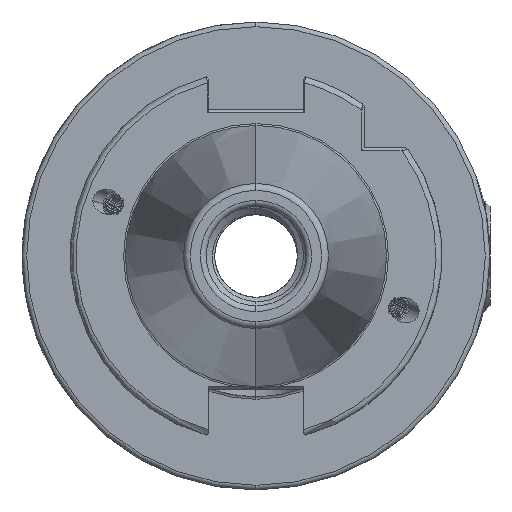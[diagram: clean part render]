
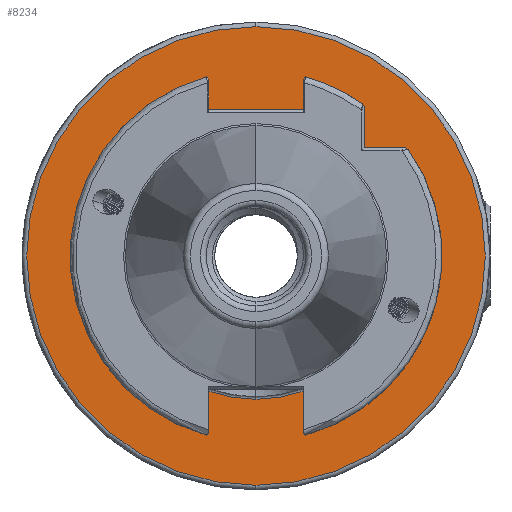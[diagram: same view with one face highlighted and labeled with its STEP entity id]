
A CAD part, left-side view. The second image highlights one B-rep face of the part: STEP entity #8234.
In plain terms, the highlighted planar face has unit normal (-1, 0, 0).
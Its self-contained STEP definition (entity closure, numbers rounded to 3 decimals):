
#4 = VERTEX_POINT ( 'NONE', #8594 ) ;
#55 = VERTEX_POINT ( 'NONE', #8619 ) ;
#1524 = FACE_BOUND ( 'NONE', #36200, .T. ) ;
#1565 = FACE_OUTER_BOUND ( 'NONE', #36266, .T. ) ;
#1650 = CIRCLE ( 'NONE', #15092, 39.2 ) ;
#1655 = CIRCLE ( 'NONE', #15156, 24.5 ) ;
#1960 = CIRCLE ( 'NONE', #15360, 39.2 ) ;
#2170 = CIRCLE ( 'NONE', #15598, 24.5 ) ;
#6162 = DIRECTION ( 'NONE',  ( 0., 0., 1. ) ) ;
#6192 = CARTESIAN_POINT ( 'NONE',  ( 31.8, 0., 0. ) ) ;
#6196 = DIRECTION ( 'NONE',  ( -1., 0., 0. ) ) ;
#6393 = CARTESIAN_POINT ( 'NONE',  ( 31.8, 0., -39.2 ) ) ;
#6409 = CARTESIAN_POINT ( 'NONE',  ( 31.8, 0., 39.2 ) ) ;
#8234 = ADVANCED_FACE ( 'NONE', ( #1565, #1524 ), #30616, .T. ) ;
#8594 = CARTESIAN_POINT ( 'NONE',  ( 31.8, 0., -24.5 ) ) ;
#8619 = CARTESIAN_POINT ( 'NONE',  ( 31.8, 0., 24.5 ) ) ;
#15092 = AXIS2_PLACEMENT_3D ( 'NONE', #6192, #6196, #6162 ) ;
#15156 = AXIS2_PLACEMENT_3D ( 'NONE', #16408, #16416, #16422 ) ;
#15360 = AXIS2_PLACEMENT_3D ( 'NONE', #22797, #22822, #22832 ) ;
#15598 = AXIS2_PLACEMENT_3D ( 'NONE', #23899, #23873, #23908 ) ;
#16408 = CARTESIAN_POINT ( 'NONE',  ( 31.8, 0., 0. ) ) ;
#16416 = DIRECTION ( 'NONE',  ( 1., 0., 0. ) ) ;
#16422 = DIRECTION ( 'NONE',  ( 0., 0., 1. ) ) ;
#21679 = AXIS2_PLACEMENT_3D ( 'NONE', #30617, #30621, #30629 ) ;
#22797 = CARTESIAN_POINT ( 'NONE',  ( 31.8, 0., 0. ) ) ;
#22822 = DIRECTION ( 'NONE',  ( -1., 0., 0. ) ) ;
#22832 = DIRECTION ( 'NONE',  ( 0., 0., 1. ) ) ;
#23087 = ORIENTED_EDGE ( 'NONE', *, *, #34074, .T. ) ;
#23096 = ORIENTED_EDGE ( 'NONE', *, *, #23542, .T. ) ;
#23141 = ORIENTED_EDGE ( 'NONE', *, *, #34245, .T. ) ;
#23542 = EDGE_CURVE ( 'NONE', #32258, #32266, #1650, .T. ) ;
#23873 = DIRECTION ( 'NONE',  ( 1., 0., 0. ) ) ;
#23899 = CARTESIAN_POINT ( 'NONE',  ( 31.8, 0., 0. ) ) ;
#23908 = DIRECTION ( 'NONE',  ( 0., 0., 1. ) ) ;
#30616 = PLANE ( 'NONE',  #21679 ) ;
#30617 = CARTESIAN_POINT ( 'NONE',  ( 31.8, 24., 0. ) ) ;
#30621 = DIRECTION ( 'NONE',  ( -1., 0., 0. ) ) ;
#30629 = DIRECTION ( 'NONE',  ( 0., 0., 1. ) ) ;
#31825 = ORIENTED_EDGE ( 'NONE', *, *, #33729, .T. ) ;
#32258 = VERTEX_POINT ( 'NONE', #6393 ) ;
#32266 = VERTEX_POINT ( 'NONE', #6409 ) ;
#33729 = EDGE_CURVE ( 'NONE', #4, #55, #1655, .T. ) ;
#34074 = EDGE_CURVE ( 'NONE', #32266, #32258, #1960, .T. ) ;
#34245 = EDGE_CURVE ( 'NONE', #55, #4, #2170, .T. ) ;
#36200 = EDGE_LOOP ( 'NONE', ( #23141, #31825 ) ) ;
#36266 = EDGE_LOOP ( 'NONE', ( #23087, #23096 ) ) ;
